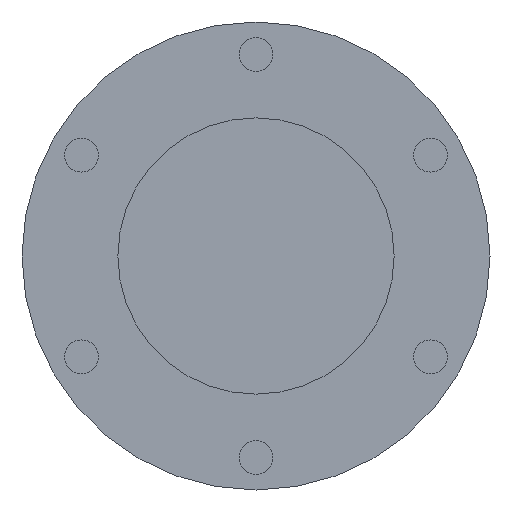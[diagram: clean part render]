
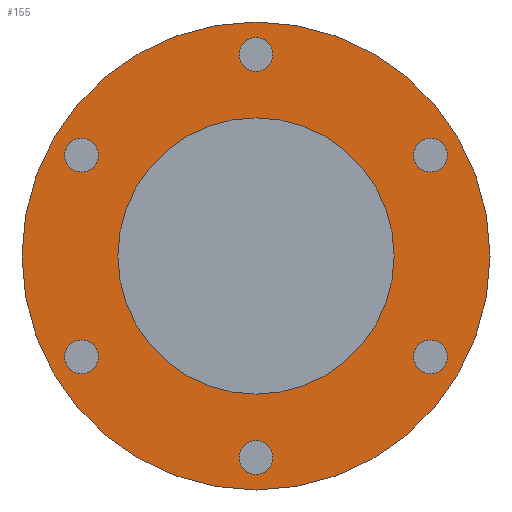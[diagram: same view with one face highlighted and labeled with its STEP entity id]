
A CAD part, front view. The second image highlights one B-rep face of the part: STEP entity #155.
In plain terms, the highlighted planar face has unit normal (0, -1, 0).
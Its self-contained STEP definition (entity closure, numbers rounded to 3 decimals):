
#155 = ADVANCED_FACE( '', ( #352, #353, #354, #355, #356, #357, #358, #359 ), #360, .F. );
#352 = FACE_BOUND( '', #607, .T. );
#353 = FACE_BOUND( '', #608, .T. );
#354 = FACE_BOUND( '', #609, .T. );
#355 = FACE_BOUND( '', #610, .T. );
#356 = FACE_BOUND( '', #611, .T. );
#357 = FACE_BOUND( '', #612, .T. );
#358 = FACE_BOUND( '', #613, .T. );
#359 = FACE_OUTER_BOUND( '', #614, .T. );
#360 = PLANE( '', #615 );
#607 = EDGE_LOOP( '', ( #1033 ) );
#608 = EDGE_LOOP( '', ( #1034 ) );
#609 = EDGE_LOOP( '', ( #1035 ) );
#610 = EDGE_LOOP( '', ( #1036 ) );
#611 = EDGE_LOOP( '', ( #1037 ) );
#612 = EDGE_LOOP( '', ( #1038 ) );
#613 = EDGE_LOOP( '', ( #1039 ) );
#614 = EDGE_LOOP( '', ( #1040 ) );
#615 = AXIS2_PLACEMENT_3D( '', #1041, #1042, #1043 );
#1033 = ORIENTED_EDGE( '', *, *, #1579, .F. );
#1034 = ORIENTED_EDGE( '', *, *, #1580, .F. );
#1035 = ORIENTED_EDGE( '', *, *, #1581, .F. );
#1036 = ORIENTED_EDGE( '', *, *, #1566, .F. );
#1037 = ORIENTED_EDGE( '', *, *, #1582, .F. );
#1038 = ORIENTED_EDGE( '', *, *, #1426, .F. );
#1039 = ORIENTED_EDGE( '', *, *, #1583, .F. );
#1040 = ORIENTED_EDGE( '', *, *, #1429, .T. );
#1041 = CARTESIAN_POINT( '', ( 41.5, -2.85, 0. ) );
#1042 = DIRECTION( '', ( 0., 1., 0. ) );
#1043 = DIRECTION( '', ( 0., 0., 1. ) );
#1426 = EDGE_CURVE( '', #1684, #1684, #1685, .F. );
#1429 = EDGE_CURVE( '', #1689, #1689, #1690, .T. );
#1566 = EDGE_CURVE( '', #1920, #1920, #1921, .F. );
#1579 = EDGE_CURVE( '', #1939, #1939, #1940, .T. );
#1580 = EDGE_CURVE( '', #1941, #1941, #1942, .F. );
#1581 = EDGE_CURVE( '', #1943, #1943, #1944, .F. );
#1582 = EDGE_CURVE( '', #1945, #1945, #1946, .F. );
#1583 = EDGE_CURVE( '', #1947, #1947, #1948, .F. );
#1684 = VERTEX_POINT( '', #2073 );
#1685 = CIRCLE( '', #2074, 3. );
#1689 = VERTEX_POINT( '', #2078 );
#1690 = CIRCLE( '', #2079, 41.5 );
#1920 = VERTEX_POINT( '', #2802 );
#1921 = CIRCLE( '', #2803, 3. );
#1939 = VERTEX_POINT( '', #2825 );
#1940 = CIRCLE( '', #2826, 24.5 );
#1941 = VERTEX_POINT( '', #2827 );
#1942 = CIRCLE( '', #2828, 3. );
#1943 = VERTEX_POINT( '', #2829 );
#1944 = CIRCLE( '', #2830, 3. );
#1945 = VERTEX_POINT( '', #2831 );
#1946 = CIRCLE( '', #2832, 3. );
#1947 = VERTEX_POINT( '', #2833 );
#1948 = CIRCLE( '', #2834, 3. );
#2073 = CARTESIAN_POINT( '', ( 30.96, -2.85, -14.875 ) );
#2074 = AXIS2_PLACEMENT_3D( '', #2980, #2981, #2982 );
#2078 = CARTESIAN_POINT( '', ( 0., -2.85, -41.5 ) );
#2079 = AXIS2_PLACEMENT_3D( '', #2986, #2987, #2988 );
#2802 = CARTESIAN_POINT( '', ( 0., -2.85, 38.75 ) );
#2803 = AXIS2_PLACEMENT_3D( '', #3158, #3159, #3160 );
#2825 = CARTESIAN_POINT( '', ( 0., -2.85, -24.5 ) );
#2826 = AXIS2_PLACEMENT_3D( '', #3177, #3178, #3179 );
#2827 = CARTESIAN_POINT( '', ( -30.96, -2.85, -14.875 ) );
#2828 = AXIS2_PLACEMENT_3D( '', #3180, #3181, #3182 );
#2829 = CARTESIAN_POINT( '', ( -30.96, -2.85, 20.875 ) );
#2830 = AXIS2_PLACEMENT_3D( '', #3183, #3184, #3185 );
#2831 = CARTESIAN_POINT( '', ( 30.96, -2.85, 20.875 ) );
#2832 = AXIS2_PLACEMENT_3D( '', #3186, #3187, #3188 );
#2833 = CARTESIAN_POINT( '', ( 0., -2.85, -32.75 ) );
#2834 = AXIS2_PLACEMENT_3D( '', #3189, #3190, #3191 );
#2980 = CARTESIAN_POINT( '', ( 30.96, -2.85, -17.875 ) );
#2981 = DIRECTION( '', ( 0., 1., 0. ) );
#2982 = DIRECTION( '', ( 0., 0., 1. ) );
#2986 = CARTESIAN_POINT( '', ( 0., -2.85, 0. ) );
#2987 = DIRECTION( '', ( 0., -1., 0. ) );
#2988 = DIRECTION( '', ( 0., 0., -1. ) );
#3158 = CARTESIAN_POINT( '', ( 0., -2.85, 35.75 ) );
#3159 = DIRECTION( '', ( 0., 1., 0. ) );
#3160 = DIRECTION( '', ( 0., 0., 1. ) );
#3177 = CARTESIAN_POINT( '', ( 0., -2.85, 0. ) );
#3178 = DIRECTION( '', ( 0., -1., 0. ) );
#3179 = DIRECTION( '', ( 0., 0., -1. ) );
#3180 = CARTESIAN_POINT( '', ( -30.96, -2.85, -17.875 ) );
#3181 = DIRECTION( '', ( 0., 1., 0. ) );
#3182 = DIRECTION( '', ( 0., 0., 1. ) );
#3183 = CARTESIAN_POINT( '', ( -30.96, -2.85, 17.875 ) );
#3184 = DIRECTION( '', ( 0., 1., 0. ) );
#3185 = DIRECTION( '', ( 0., 0., 1. ) );
#3186 = CARTESIAN_POINT( '', ( 30.96, -2.85, 17.875 ) );
#3187 = DIRECTION( '', ( 0., 1., 0. ) );
#3188 = DIRECTION( '', ( 0., 0., 1. ) );
#3189 = CARTESIAN_POINT( '', ( 0., -2.85, -35.75 ) );
#3190 = DIRECTION( '', ( 0., 1., 0. ) );
#3191 = DIRECTION( '', ( 0., 0., 1. ) );
